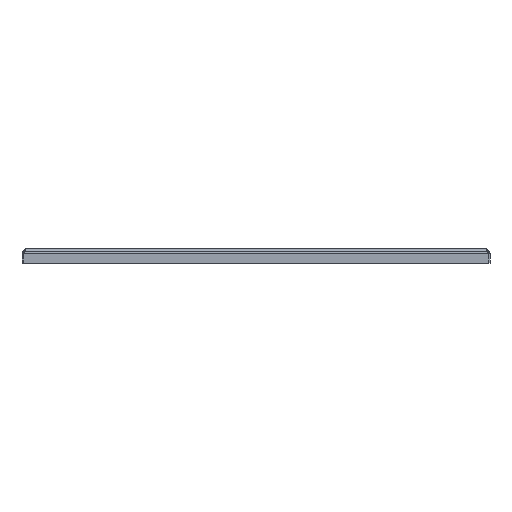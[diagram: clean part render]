
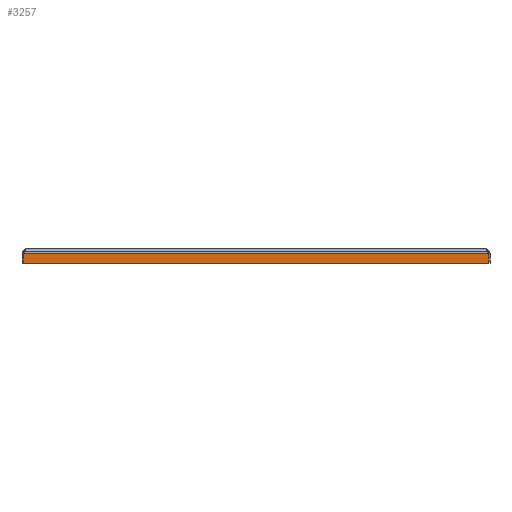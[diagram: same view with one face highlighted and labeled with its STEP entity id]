
A CAD part, front view. The second image highlights one B-rep face of the part: STEP entity #3257.
In plain terms, the highlighted planar face has unit normal (0, -1, 0).
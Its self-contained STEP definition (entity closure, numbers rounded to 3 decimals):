
#3230=AXIS2_PLACEMENT_3D('Plane Axis2P3D',#3227,#3228,#3229) ;
#1218=CARTESIAN_POINT('Vertex',(0.,0.,8.)) ;
#1221=CARTESIAN_POINT('Line Origine',(194.5,0.,8.)) ;
#1225=CARTESIAN_POINT('Vertex',(389.,0.,8.)) ;
#3227=CARTESIAN_POINT('Axis2P3D Location',(194.5,0.,10.5)) ;
#3232=CARTESIAN_POINT('Line Origine',(389.,0.,4.)) ;
#3236=CARTESIAN_POINT('Vertex',(389.,0.,0.)) ;
#3239=CARTESIAN_POINT('Line Origine',(0.,0.,4.)) ;
#3243=CARTESIAN_POINT('Vertex',(0.,0.,0.)) ;
#3246=CARTESIAN_POINT('Line Origine',(194.5,0.,0.)) ;
#1222=DIRECTION('Vector Direction',(1.,0.,0.)) ;
#3228=DIRECTION('Axis2P3D Direction',(-0.,-1.,0.)) ;
#3229=DIRECTION('Axis2P3D XDirection',(-1.,0.,0.)) ;
#3233=DIRECTION('Vector Direction',(0.,0.,-1.)) ;
#3240=DIRECTION('Vector Direction',(0.,0.,-1.)) ;
#3247=DIRECTION('Vector Direction',(1.,0.,0.)) ;
#1223=VECTOR('Line Direction',#1222,1.) ;
#3234=VECTOR('Line Direction',#3233,1.) ;
#3241=VECTOR('Line Direction',#3240,1.) ;
#3248=VECTOR('Line Direction',#3247,1.) ;
#3252=ORIENTED_EDGE('',*,*,#3238,.F.) ;
#3253=ORIENTED_EDGE('',*,*,#1227,.F.) ;
#3254=ORIENTED_EDGE('',*,*,#3245,.T.) ;
#3255=ORIENTED_EDGE('',*,*,#3250,.T.) ;
#3257=ADVANCED_FACE('PartBody',(#3256),#3231,.T.) ;
#1227=EDGE_CURVE('',#1219,#1226,#1224,.T.) ;
#3238=EDGE_CURVE('',#1226,#3237,#3235,.T.) ;
#3245=EDGE_CURVE('',#1219,#3244,#3242,.T.) ;
#3250=EDGE_CURVE('',#3244,#3237,#3249,.T.) ;
#3251=EDGE_LOOP('',(#3252,#3253,#3254,#3255)) ;
#3256=FACE_OUTER_BOUND('',#3251,.T.) ;
#1224=LINE('Line',#1221,#1223) ;
#3235=LINE('Line',#3232,#3234) ;
#3242=LINE('Line',#3239,#3241) ;
#3249=LINE('Line',#3246,#3248) ;
#3231=PLANE('',#3230) ;
#1219=VERTEX_POINT('',#1218) ;
#1226=VERTEX_POINT('',#1225) ;
#3237=VERTEX_POINT('',#3236) ;
#3244=VERTEX_POINT('',#3243) ;
